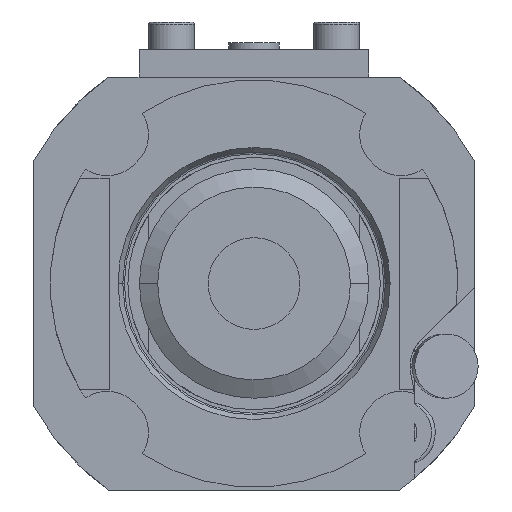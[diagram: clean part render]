
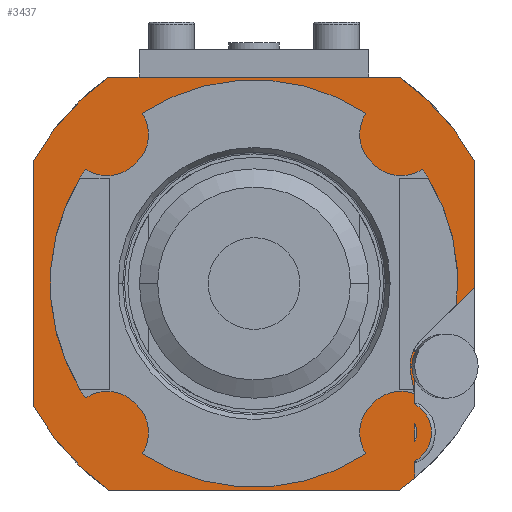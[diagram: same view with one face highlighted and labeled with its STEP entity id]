
A CAD part, left-side view. The second image highlights one B-rep face of the part: STEP entity #3437.
In plain terms, the highlighted planar face has unit normal (-1, 0, 0).
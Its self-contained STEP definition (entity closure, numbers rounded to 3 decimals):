
#8=CARTESIAN_POINT('',(-53.25,0.,0.));
#9=DIRECTION('',(-1.,0.,0.));
#10=DIRECTION('',(0.,0.575,0.818));
#11=AXIS2_PLACEMENT_3D('',#8,#9,#10);
#25=DIRECTION('',(0.,1.,0.));
#26=VECTOR('',#25,63.246);
#27=CARTESIAN_POINT('',(-53.25,-31.623,-45.));
#28=LINE('',#27,#26);
#29=DIRECTION('',(0.,0.,1.));
#30=VECTOR('',#29,53.703);
#31=CARTESIAN_POINT('',(-53.25,48.,-26.851));
#32=LINE('',#31,#30);
#33=DIRECTION('',(0.,-1.,0.));
#34=VECTOR('',#33,63.246);
#35=CARTESIAN_POINT('',(-53.25,31.623,45.));
#36=LINE('',#35,#34);
#37=DIRECTION('',(0.,0.,-1.));
#38=VECTOR('',#37,27.784);
#39=CARTESIAN_POINT('',(-53.25,-48.,26.851));
#40=LINE('',#39,#38);
#41=DIRECTION('',(0.,0.711,-0.703));
#42=VECTOR('',#41,16.741);
#43=CARTESIAN_POINT('',(-53.25,-48.,-0.932));
#44=LINE('',#43,#42);
#45=CARTESIAN_POINT('',(-53.25,-36.089,-12.697));
#46=CARTESIAN_POINT('',(-53.25,-35.667,-13.113));
#47=CARTESIAN_POINT('',(-53.25,-35.299,-13.574));
#48=CARTESIAN_POINT('',(-53.25,-34.986,-14.077));
#50=DIRECTION('',(0.,0.,1.));
#51=VECTOR('',#50,5.705);
#52=CARTESIAN_POINT('',(-53.25,-34.986,-20.852));
#53=LINE('',#52,#51);
#54=CARTESIAN_POINT('',(-53.25,0.,0.));
#55=DIRECTION('',(-1.,0.,0.));
#56=DIRECTION('',(0.,-1.,0.));
#57=AXIS2_PLACEMENT_3D('',#54,#55,#56);
#59=CARTESIAN_POINT('',(-53.25,0.,0.));
#60=DIRECTION('',(-1.,0.,0.));
#61=DIRECTION('',(0.,1.,0.));
#62=AXIS2_PLACEMENT_3D('',#59,#60,#61);
#73=DIRECTION('',(0.,0.,1.));
#74=VECTOR('',#73,3.676);
#75=CARTESIAN_POINT('',(-53.25,-34.986,-42.438));
#76=LINE('',#75,#74);
#77=DIRECTION('',(0.,0.,1.));
#78=VECTOR('',#77,5.386);
#79=CARTESIAN_POINT('',(-53.25,-34.986,-26.238));
#80=LINE('',#79,#78);
#114=DIRECTION('',(0.,0.,1.));
#115=VECTOR('',#114,1.07);
#116=CARTESIAN_POINT('',(-53.25,-34.986,-15.148));
#117=LINE('',#116,#115);
#162=CARTESIAN_POINT('',(-53.25,0.,0.));
#163=DIRECTION('',(1.,0.,0.));
#164=DIRECTION('',(0.,-0.575,0.818));
#165=AXIS2_PLACEMENT_3D('',#162,#163,#164);
#858=CARTESIAN_POINT('',(-53.25,0.,0.));
#859=DIRECTION('',(-1.,0.,0.));
#860=DIRECTION('',(0.,0.873,-0.488));
#861=AXIS2_PLACEMENT_3D('',#858,#859,#860);
#965=CARTESIAN_POINT('',(-53.25,-34.986,-42.438));
#978=CARTESIAN_POINT('',(-53.25,0.,0.));
#979=DIRECTION('',(1.,0.,0.));
#980=DIRECTION('',(0.,-0.636,-0.772));
#981=AXIS2_PLACEMENT_3D('',#978,#979,#980);
#1719=CARTESIAN_POINT('',(-53.25,-34.986,-26.238));
#1804=CARTESIAN_POINT('',(-53.25,-31.5,-32.5));
#1805=DIRECTION('',(-1.,0.,0.));
#1806=DIRECTION('',(0.,-0.486,-0.874));
#1807=AXIS2_PLACEMENT_3D('',#1804,#1805,#1806);
#1809=DIRECTION('',(0.,0.,1.));
#1810=VECTOR('',#1809,3.922);
#1811=CARTESIAN_POINT('',(-53.25,-34.986,-34.461));
#1812=LINE('',#1811,#1810);
#1821=CARTESIAN_POINT('',(-53.25,-31.5,-32.5));
#1822=DIRECTION('',(1.,0.,0.));
#1823=DIRECTION('',(0.,-0.872,0.49));
#1824=AXIS2_PLACEMENT_3D('',#1821,#1822,#1823);
#2616=CARTESIAN_POINT('',(-53.25,31.623,45.));
#2618=VERTEX_POINT('',#2616);
#2620=CARTESIAN_POINT('',(-53.25,31.623,-45.));
#2622=VERTEX_POINT('',#2620);
#2625=CARTESIAN_POINT('',(-53.25,-31.623,45.));
#2626=VERTEX_POINT('',#2625);
#2627=CARTESIAN_POINT('',(-53.25,-31.623,-45.));
#2628=VERTEX_POINT('',#2627);
#2629=CARTESIAN_POINT('',(-53.25,48.,-26.851));
#2630=CARTESIAN_POINT('',(-53.25,48.,26.851));
#2631=VERTEX_POINT('',#2629);
#2632=VERTEX_POINT('',#2630);
#2635=CARTESIAN_POINT('',(-53.25,-48.,26.851));
#2636=VERTEX_POINT('',#2635);
#2675=VERTEX_POINT('',#965);
#2677=CARTESIAN_POINT('',(-53.25,-48.,-0.932));
#2678=CARTESIAN_POINT('',(-53.25,-36.089,-12.697));
#2679=VERTEX_POINT('',#2677);
#2680=VERTEX_POINT('',#2678);
#2685=VERTEX_POINT('',#48);
#2842=CARTESIAN_POINT('',(-53.25,-34.986,-38.762));
#2843=VERTEX_POINT('',#2842);
#2844=CARTESIAN_POINT('',(-53.25,-34.986,-34.461));
#2845=CARTESIAN_POINT('',(-53.25,-34.986,-30.539));
#2846=VERTEX_POINT('',#2844);
#2847=VERTEX_POINT('',#2845);
#2848=VERTEX_POINT('',#1719);
#3033=CARTESIAN_POINT('',(-53.25,-34.,0.));
#3034=CARTESIAN_POINT('',(-53.25,34.,0.));
#3035=VERTEX_POINT('',#3033);
#3036=VERTEX_POINT('',#3034);
#3155=CARTESIAN_POINT('',(-53.25,-34.986,-20.852));
#3156=CARTESIAN_POINT('',(-53.25,-34.986,-15.148));
#3157=VERTEX_POINT('',#3155);
#3158=VERTEX_POINT('',#3156);
#3390=CARTESIAN_POINT('',(-53.25,0.,0.));
#3391=DIRECTION('',(-1.,0.,0.));
#3392=DIRECTION('',(0.,0.,-1.));
#3393=AXIS2_PLACEMENT_3D('',#3390,#3391,#3392);
#3394=PLANE('',#3393);
#3396=ORIENTED_EDGE('',*,*,#3395,.F.);
#3398=ORIENTED_EDGE('',*,*,#3397,.F.);
#3400=ORIENTED_EDGE('',*,*,#3399,.F.);
#3402=ORIENTED_EDGE('',*,*,#3401,.T.);
#3404=ORIENTED_EDGE('',*,*,#3403,.T.);
#3406=ORIENTED_EDGE('',*,*,#3405,.F.);
#3407=ORIENTED_EDGE('',*,*,#3383,.T.);
#3408=ORIENTED_EDGE('',*,*,#3354,.F.);
#3410=ORIENTED_EDGE('',*,*,#3409,.T.);
#3412=ORIENTED_EDGE('',*,*,#3411,.T.);
#3414=ORIENTED_EDGE('',*,*,#3413,.T.);
#3416=ORIENTED_EDGE('',*,*,#3415,.T.);
#3418=ORIENTED_EDGE('',*,*,#3417,.T.);
#3420=ORIENTED_EDGE('',*,*,#3419,.F.);
#3422=ORIENTED_EDGE('',*,*,#3421,.F.);
#3423=EDGE_LOOP('',(#3396,#3398,#3400,#3402,#3404,#3406,#3407,#3408,#3410,#3412,
#3414,#3416,#3418,#3420,#3422));
#3424=FACE_OUTER_BOUND('',#3423,.F.);
#3426=ORIENTED_EDGE('',*,*,#3425,.F.);
#3428=ORIENTED_EDGE('',*,*,#3427,.F.);
#3429=EDGE_LOOP('',(#3426,#3428));
#3430=FACE_BOUND('',#3429,.F.);
#3432=ORIENTED_EDGE('',*,*,#3431,.T.);
#3434=ORIENTED_EDGE('',*,*,#3433,.T.);
#3435=EDGE_LOOP('',(#3432,#3434));
#3436=FACE_BOUND('',#3435,.F.);
#3437=ADVANCED_FACE('',(#3424,#3430,#3436),#3394,.T.);
#12=CIRCLE('',#11,55.);
#49=B_SPLINE_CURVE_WITH_KNOTS('',3,(#45,#46,#47,#48),.UNSPECIFIED.,.F.,.F.,(4,
4),(0.,1.),.UNSPECIFIED.);
#58=CIRCLE('',#57,34.);
#63=CIRCLE('',#62,34.);
#166=CIRCLE('',#165,55.);
#862=CIRCLE('',#861,55.);
#982=CIRCLE('',#981,55.);
#1808=CIRCLE('',#1807,7.167);
#1825=CIRCLE('',#1824,4.);
#3354=EDGE_CURVE('',#2618,#2632,#12,.T.);
#3383=EDGE_CURVE('',#2631,#2632,#32,.T.);
#3395=EDGE_CURVE('',#2848,#3157,#80,.T.);
#3397=EDGE_CURVE('',#2843,#2848,#1808,.T.);
#3399=EDGE_CURVE('',#2675,#2843,#76,.T.);
#3401=EDGE_CURVE('',#2675,#2628,#982,.T.);
#3403=EDGE_CURVE('',#2628,#2622,#28,.T.);
#3405=EDGE_CURVE('',#2631,#2622,#862,.T.);
#3409=EDGE_CURVE('',#2618,#2626,#36,.T.);
#3411=EDGE_CURVE('',#2626,#2636,#166,.T.);
#3413=EDGE_CURVE('',#2636,#2679,#40,.T.);
#3415=EDGE_CURVE('',#2679,#2680,#44,.T.);
#3417=EDGE_CURVE('',#2680,#2685,#49,.T.);
#3419=EDGE_CURVE('',#3158,#2685,#117,.T.);
#3421=EDGE_CURVE('',#3157,#3158,#53,.T.);
#3425=EDGE_CURVE('',#2846,#2847,#1812,.T.);
#3427=EDGE_CURVE('',#2847,#2846,#1825,.T.);
#3431=EDGE_CURVE('',#3035,#3036,#58,.T.);
#3433=EDGE_CURVE('',#3036,#3035,#63,.T.);
